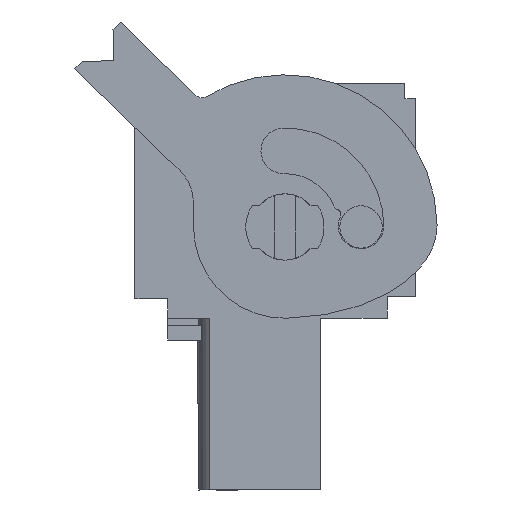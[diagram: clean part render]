
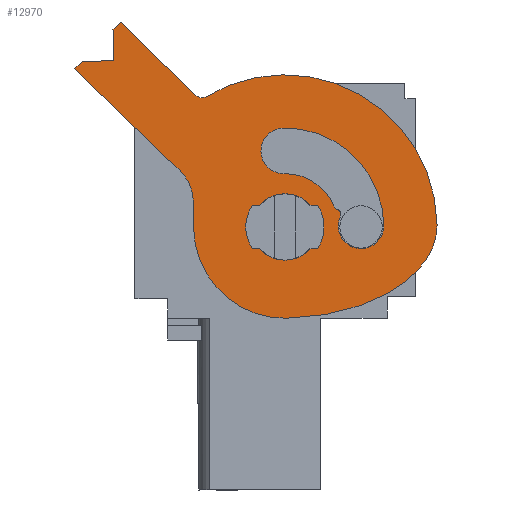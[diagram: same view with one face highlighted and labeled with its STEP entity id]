
A CAD part, left-side view. The second image highlights one B-rep face of the part: STEP entity #12970.
In plain terms, the highlighted planar face has unit normal (-1, 0, 0).
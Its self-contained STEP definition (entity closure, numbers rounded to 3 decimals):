
#12309=AXIS2_PLACEMENT_3D('Circle Axis2P3D',#12307,#12308,$) ;
#12512=AXIS2_PLACEMENT_3D('Circle Axis2P3D',#12510,#12511,$) ;
#12543=AXIS2_PLACEMENT_3D('Circle Axis2P3D',#12541,#12542,$) ;
#12696=AXIS2_PLACEMENT_3D('Circle Axis2P3D',#12694,#12695,$) ;
#12727=AXIS2_PLACEMENT_3D('Circle Axis2P3D',#12725,#12726,$) ;
#12751=AXIS2_PLACEMENT_3D('Circle Axis2P3D',#12749,#12750,$) ;
#12775=AXIS2_PLACEMENT_3D('Circle Axis2P3D',#12773,#12774,$) ;
#12799=AXIS2_PLACEMENT_3D('Circle Axis2P3D',#12797,#12798,$) ;
#12816=AXIS2_PLACEMENT_3D('Circle Axis2P3D',#12814,#12815,$) ;
#12833=AXIS2_PLACEMENT_3D('Circle Axis2P3D',#12831,#12832,$) ;
#12881=AXIS2_PLACEMENT_3D('Circle Axis2P3D',#12879,#12880,$) ;
#12937=AXIS2_PLACEMENT_3D('Plane Axis2P3D',#12934,#12935,#12936) ;
#12955=AXIS2_PLACEMENT_3D('Circle Axis2P3D',#12953,#12954,$) ;
#12304=CARTESIAN_POINT('Vertex',(0.5,6.999,13.625)) ;
#12307=CARTESIAN_POINT('Axis2P3D Location',(0.5,6.999,12.1)) ;
#12311=CARTESIAN_POINT('Vertex',(0.5,6.999,10.575)) ;
#12507=CARTESIAN_POINT('Vertex',(0.5,10.607,18.099)) ;
#12510=CARTESIAN_POINT('Axis2P3D Location',(0.5,6.999,12.1)) ;
#12514=CARTESIAN_POINT('Vertex',(0.5,0.,12.21)) ;
#12538=CARTESIAN_POINT('Vertex',(0.5,6.933,7.901)) ;
#12541=CARTESIAN_POINT('Axis2P3D Location',(0.5,6.999,12.1)) ;
#12545=CARTESIAN_POINT('Vertex',(0.5,11.198,12.034)) ;
#12569=CARTESIAN_POINT('Vertex',(0.5,16.66,19.374)) ;
#12572=CARTESIAN_POINT('Line Origine',(0.5,16.492,19.547)) ;
#12576=CARTESIAN_POINT('Vertex',(0.5,16.324,19.72)) ;
#12596=CARTESIAN_POINT('Line Origine',(0.5,15.605,19.732)) ;
#12600=CARTESIAN_POINT('Vertex',(0.5,14.886,19.743)) ;
#12620=CARTESIAN_POINT('Line Origine',(0.5,14.897,20.462)) ;
#12624=CARTESIAN_POINT('Vertex',(0.5,14.909,21.181)) ;
#12639=CARTESIAN_POINT('Line Origine',(0.5,14.741,21.355)) ;
#12643=CARTESIAN_POINT('Vertex',(0.5,14.573,21.528)) ;
#12663=CARTESIAN_POINT('Line Origine',(0.5,12.832,19.841)) ;
#12667=CARTESIAN_POINT('Vertex',(0.5,11.091,18.154)) ;
#12691=CARTESIAN_POINT('Vertex',(0.5,7.038,14.55)) ;
#12694=CARTESIAN_POINT('Axis2P3D Location',(0.5,6.999,12.1)) ;
#12698=CARTESIAN_POINT('Vertex',(0.5,4.727,13.018)) ;
#12722=CARTESIAN_POINT('Vertex',(0.5,4.583,12.897)) ;
#12725=CARTESIAN_POINT('Axis2P3D Location',(0.5,4.624,12.701)) ;
#12729=CARTESIAN_POINT('Vertex',(0.5,4.444,12.614)) ;
#12749=CARTESIAN_POINT('Axis2P3D Location',(0.5,4.542,13.093)) ;
#12770=CARTESIAN_POINT('Vertex',(0.5,7.071,16.649)) ;
#12773=CARTESIAN_POINT('Axis2P3D Location',(0.5,7.054,15.6)) ;
#12794=CARTESIAN_POINT('Vertex',(0.5,2.45,12.172)) ;
#12797=CARTESIAN_POINT('Axis2P3D Location',(0.5,6.999,12.1)) ;
#12814=CARTESIAN_POINT('Axis2P3D Location',(0.5,3.499,12.155)) ;
#12831=CARTESIAN_POINT('Axis2P3D Location',(0.5,10.813,18.442)) ;
#12852=CARTESIAN_POINT('Vertex',(0.5,11.826,14.689)) ;
#12855=CARTESIAN_POINT('Line Origine',(0.5,14.243,17.031)) ;
#12876=CARTESIAN_POINT('Vertex',(0.5,11.218,13.284)) ;
#12879=CARTESIAN_POINT('Axis2P3D Location',(0.5,13.218,13.253)) ;
#12896=CARTESIAN_POINT('Line Origine',(0.5,11.208,12.659)) ;
#12917=CARTESIAN_POINT('Control Point',(0.5,6.933,7.901)) ;
#12918=CARTESIAN_POINT('Control Point',(0.5,5.853,7.917)) ;
#12919=CARTESIAN_POINT('Control Point',(0.5,4.775,8.059)) ;
#12920=CARTESIAN_POINT('Control Point',(0.5,3.734,8.326)) ;
#12921=CARTESIAN_POINT('Control Point',(0.5,1.928,9.07)) ;
#12922=CARTESIAN_POINT('Control Point',(0.5,0.648,10.227)) ;
#12923=CARTESIAN_POINT('Control Point',(0.5,0.205,10.857)) ;
#12924=CARTESIAN_POINT('Control Point',(0.5,-0.011,11.535)) ;
#12925=CARTESIAN_POINT('Control Point',(0.5,0.,12.21)) ;
#12934=CARTESIAN_POINT('Axis2P3D Location',(0.5,8.399,24.2)) ;
#12953=CARTESIAN_POINT('Axis2P3D Location',(0.5,6.999,12.1)) ;
#12308=DIRECTION('Axis2P3D Direction',(-1.,0.,0.)) ;
#12511=DIRECTION('Axis2P3D Direction',(-1.,0.,0.)) ;
#12542=DIRECTION('Axis2P3D Direction',(-1.,0.,0.)) ;
#12573=DIRECTION('Vector Direction',(0.,-0.696,0.718)) ;
#12597=DIRECTION('Vector Direction',(0.,-1.,0.016)) ;
#12621=DIRECTION('Vector Direction',(0.,0.016,1.)) ;
#12640=DIRECTION('Vector Direction',(0.,-0.696,0.718)) ;
#12664=DIRECTION('Vector Direction',(0.,-0.718,-0.696)) ;
#12695=DIRECTION('Axis2P3D Direction',(-1.,0.,0.)) ;
#12726=DIRECTION('Axis2P3D Direction',(-1.,0.,0.)) ;
#12750=DIRECTION('Axis2P3D Direction',(-1.,0.,0.)) ;
#12774=DIRECTION('Axis2P3D Direction',(-1.,0.,0.)) ;
#12798=DIRECTION('Axis2P3D Direction',(-1.,0.,0.)) ;
#12815=DIRECTION('Axis2P3D Direction',(-1.,0.,0.)) ;
#12832=DIRECTION('Axis2P3D Direction',(-1.,0.,0.)) ;
#12856=DIRECTION('Vector Direction',(0.,-0.718,-0.696)) ;
#12880=DIRECTION('Axis2P3D Direction',(-1.,0.,0.)) ;
#12897=DIRECTION('Vector Direction',(0.,-0.016,-1.)) ;
#12935=DIRECTION('Axis2P3D Direction',(1.,0.,0.)) ;
#12936=DIRECTION('Axis2P3D XDirection',(0.,0.,-1.)) ;
#12954=DIRECTION('Axis2P3D Direction',(1.,0.,0.)) ;
#12574=VECTOR('Line Direction',#12573,1.) ;
#12598=VECTOR('Line Direction',#12597,1.) ;
#12622=VECTOR('Line Direction',#12621,1.) ;
#12641=VECTOR('Line Direction',#12640,1.) ;
#12665=VECTOR('Line Direction',#12664,1.) ;
#12857=VECTOR('Line Direction',#12856,1.) ;
#12898=VECTOR('Line Direction',#12897,1.) ;
#12940=ORIENTED_EDGE('',*,*,#12926,.T.) ;
#12941=ORIENTED_EDGE('',*,*,#12516,.F.) ;
#12942=ORIENTED_EDGE('',*,*,#12835,.T.) ;
#12943=ORIENTED_EDGE('',*,*,#12669,.F.) ;
#12944=ORIENTED_EDGE('',*,*,#12645,.F.) ;
#12945=ORIENTED_EDGE('',*,*,#12626,.F.) ;
#12946=ORIENTED_EDGE('',*,*,#12602,.F.) ;
#12947=ORIENTED_EDGE('',*,*,#12578,.F.) ;
#12948=ORIENTED_EDGE('',*,*,#12859,.T.) ;
#12949=ORIENTED_EDGE('',*,*,#12883,.T.) ;
#12950=ORIENTED_EDGE('',*,*,#12900,.T.) ;
#12951=ORIENTED_EDGE('',*,*,#12547,.F.) ;
#12959=ORIENTED_EDGE('',*,*,#12957,.T.) ;
#12960=ORIENTED_EDGE('',*,*,#12313,.T.) ;
#12963=ORIENTED_EDGE('',*,*,#12801,.T.) ;
#12964=ORIENTED_EDGE('',*,*,#12818,.T.) ;
#12965=ORIENTED_EDGE('',*,*,#12731,.F.) ;
#12966=ORIENTED_EDGE('',*,*,#12753,.T.) ;
#12967=ORIENTED_EDGE('',*,*,#12700,.F.) ;
#12968=ORIENTED_EDGE('',*,*,#12777,.T.) ;
#12961=FACE_BOUND('',#12958,.T.) ;
#12969=FACE_BOUND('',#12962,.T.) ;
#12970=ADVANCED_FACE('L\X2\00F6\X0\sehebel.2',(#12952,#12961,#12969),#12938,.F.) ;
#12916=B_SPLINE_CURVE_WITH_KNOTS('',5,(#12917,#12918,#12919,#12920,#12921,#12922,#12923,#12924,#12925),.UNSPECIFIED.,.F.,.U.,(6,3,6),(0.,8.296,15.673),.UNSPECIFIED.) ;
#12310=CIRCLE('generated circle',#12309,1.525) ;
#12513=CIRCLE('generated circle',#12512,7.) ;
#12544=CIRCLE('generated circle',#12543,4.2) ;
#12697=CIRCLE('generated circle',#12696,2.45) ;
#12728=CIRCLE('generated circle',#12727,0.2) ;
#12752=CIRCLE('generated circle',#12751,0.2) ;
#12776=CIRCLE('generated circle',#12775,1.05) ;
#12800=CIRCLE('generated circle',#12799,4.55) ;
#12817=CIRCLE('generated circle',#12816,1.05) ;
#12834=CIRCLE('generated circle',#12833,0.4) ;
#12882=CIRCLE('generated circle',#12881,2.) ;
#12956=CIRCLE('generated circle',#12955,1.525) ;
#12313=EDGE_CURVE('',#12312,#12305,#12310,.F.) ;
#12516=EDGE_CURVE('',#12508,#12515,#12513,.F.) ;
#12547=EDGE_CURVE('',#12539,#12546,#12544,.F.) ;
#12578=EDGE_CURVE('',#12570,#12577,#12575,.T.) ;
#12602=EDGE_CURVE('',#12577,#12601,#12599,.T.) ;
#12626=EDGE_CURVE('',#12601,#12625,#12623,.T.) ;
#12645=EDGE_CURVE('',#12625,#12644,#12642,.T.) ;
#12669=EDGE_CURVE('',#12644,#12668,#12666,.T.) ;
#12700=EDGE_CURVE('',#12692,#12699,#12697,.F.) ;
#12731=EDGE_CURVE('',#12723,#12730,#12728,.F.) ;
#12753=EDGE_CURVE('',#12723,#12699,#12752,.F.) ;
#12777=EDGE_CURVE('',#12692,#12771,#12776,.F.) ;
#12801=EDGE_CURVE('',#12771,#12795,#12800,.F.) ;
#12818=EDGE_CURVE('',#12795,#12730,#12817,.F.) ;
#12835=EDGE_CURVE('',#12508,#12668,#12834,.F.) ;
#12859=EDGE_CURVE('',#12570,#12853,#12858,.T.) ;
#12883=EDGE_CURVE('',#12853,#12877,#12882,.F.) ;
#12900=EDGE_CURVE('',#12877,#12546,#12899,.T.) ;
#12926=EDGE_CURVE('',#12539,#12515,#12916,.T.) ;
#12957=EDGE_CURVE('',#12305,#12312,#12956,.T.) ;
#12939=EDGE_LOOP('',(#12940,#12941,#12942,#12943,#12944,#12945,#12946,#12947,#12948,#12949,#12950,#12951)) ;
#12958=EDGE_LOOP('',(#12959,#12960)) ;
#12962=EDGE_LOOP('',(#12963,#12964,#12965,#12966,#12967,#12968)) ;
#12952=FACE_OUTER_BOUND('',#12939,.T.) ;
#12575=LINE('Line',#12572,#12574) ;
#12599=LINE('Line',#12596,#12598) ;
#12623=LINE('Line',#12620,#12622) ;
#12642=LINE('Line',#12639,#12641) ;
#12666=LINE('Line',#12663,#12665) ;
#12858=LINE('Line',#12855,#12857) ;
#12899=LINE('Line',#12896,#12898) ;
#12938=PLANE('',#12937) ;
#12305=VERTEX_POINT('',#12304) ;
#12312=VERTEX_POINT('',#12311) ;
#12508=VERTEX_POINT('',#12507) ;
#12515=VERTEX_POINT('',#12514) ;
#12539=VERTEX_POINT('',#12538) ;
#12546=VERTEX_POINT('',#12545) ;
#12570=VERTEX_POINT('',#12569) ;
#12577=VERTEX_POINT('',#12576) ;
#12601=VERTEX_POINT('',#12600) ;
#12625=VERTEX_POINT('',#12624) ;
#12644=VERTEX_POINT('',#12643) ;
#12668=VERTEX_POINT('',#12667) ;
#12692=VERTEX_POINT('',#12691) ;
#12699=VERTEX_POINT('',#12698) ;
#12723=VERTEX_POINT('',#12722) ;
#12730=VERTEX_POINT('',#12729) ;
#12771=VERTEX_POINT('',#12770) ;
#12795=VERTEX_POINT('',#12794) ;
#12853=VERTEX_POINT('',#12852) ;
#12877=VERTEX_POINT('',#12876) ;
